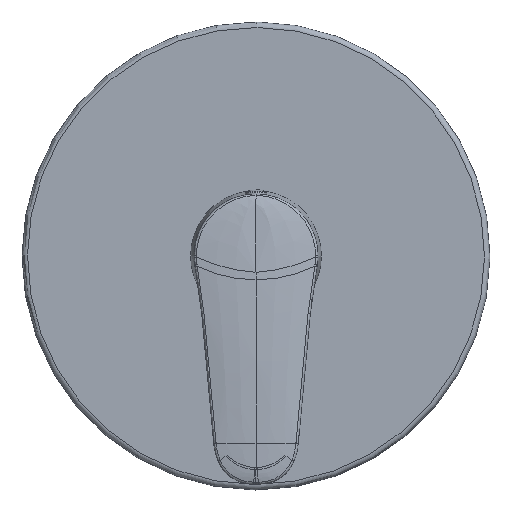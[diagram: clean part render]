
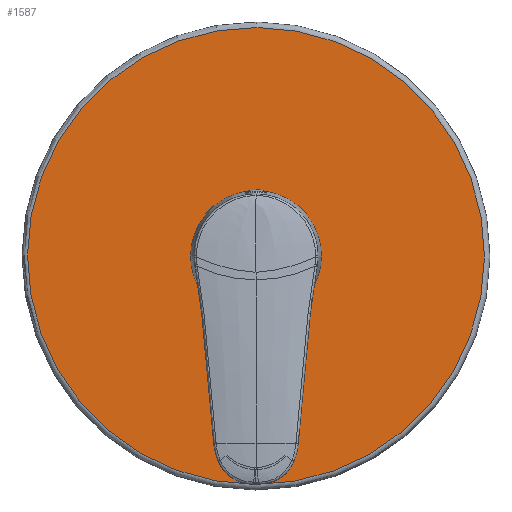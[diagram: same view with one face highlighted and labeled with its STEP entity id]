
A CAD part, left-side view. The second image highlights one B-rep face of the part: STEP entity #1587.
In plain terms, the highlighted face is planar.
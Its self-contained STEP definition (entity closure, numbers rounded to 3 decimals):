
#343=FACE_OUTER_BOUND('',#453,.T.);
#453=EDGE_LOOP('',(#1076));
#571=CIRCLE('',#2322,83.);
#657=VERTEX_POINT('',#3084);
#815=EDGE_CURVE('',#657,#657,#571,.T.);
#1076=ORIENTED_EDGE('',*,*,#815,.T.);
#1566=PLANE('',#2324);
#1587=ADVANCED_FACE('',(#343),#1566,.T.);
#2322=AXIS2_PLACEMENT_3D('',#3085,#2598,#2599);
#2324=AXIS2_PLACEMENT_3D('',#3087,#2602,#2603);
#2598=DIRECTION('center_axis',(0.,1.,0.));
#2599=DIRECTION('ref_axis',(1.,0.,0.));
#2602=DIRECTION('center_axis',(0.,1.,0.));
#2603=DIRECTION('ref_axis',(1.,0.,0.));
#3084=CARTESIAN_POINT('',(-82.999,10.,-0.361));
#3085=CARTESIAN_POINT('Origin',(0.,10.,0.));
#3087=CARTESIAN_POINT('Origin',(0.,10.,0.));
